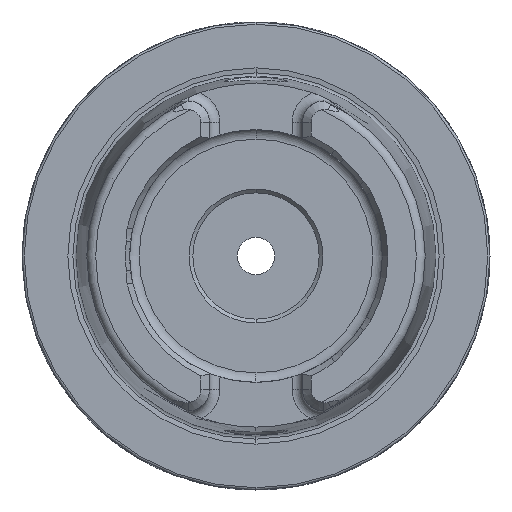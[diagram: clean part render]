
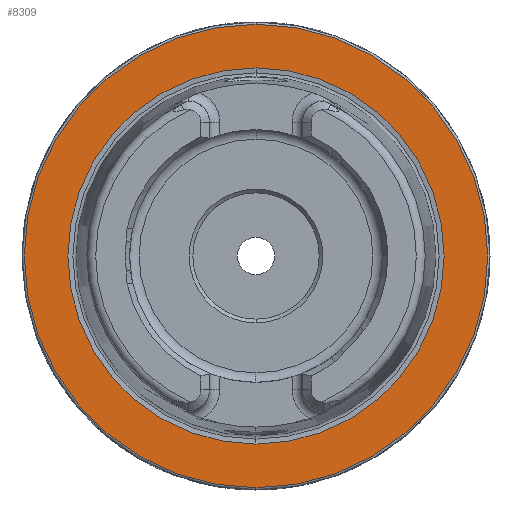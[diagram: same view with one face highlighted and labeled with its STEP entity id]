
A CAD part, left-side view. The second image highlights one B-rep face of the part: STEP entity #8309.
In plain terms, the highlighted planar face has unit normal (-1, 0, 0).
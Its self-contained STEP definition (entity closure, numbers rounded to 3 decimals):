
#144 = VERTEX_POINT ( 'NONE', #10789 ) ;
#149 = VERTEX_POINT ( 'NONE', #10794 ) ;
#151 = VERTEX_POINT ( 'NONE', #10796 ) ;
#152 = VERTEX_POINT ( 'NONE', #10797 ) ;
#848 = AXIS2_PLACEMENT_3D ( 'NONE', #2176, #2177, #2178 ) ;
#849 = AXIS2_PLACEMENT_3D ( 'NONE', #2179, #2180, #2181 ) ;
#2176 = CARTESIAN_POINT ( 'NONE',  ( 0., 0., 0. ) ) ;
#2177 = DIRECTION ( 'NONE',  ( -1., 0., 0. ) ) ;
#2178 = DIRECTION ( 'NONE',  ( 0., 0., 1. ) ) ;
#2179 = CARTESIAN_POINT ( 'NONE',  ( 0., 0., 0. ) ) ;
#2180 = DIRECTION ( 'NONE',  ( -1., 0., 0. ) ) ;
#2181 = DIRECTION ( 'NONE',  ( 0., 0., 1. ) ) ;
#4077 = EDGE_CURVE ( 'NONE', #152, #151, #10259, .T. ) ;
#4078 = EDGE_CURVE ( 'NONE', #149, #144, #10260, .T. ) ;
#4150 = ORIENTED_EDGE ( 'NONE', *, *, #4461, .F. ) ;
#4152 = ORIENTED_EDGE ( 'NONE', *, *, #4465, .T. ) ;
#4154 = ORIENTED_EDGE ( 'NONE', *, *, #4077, .T. ) ;
#4212 = EDGE_LOOP ( 'NONE', ( #4152, #4154 ) ) ;
#4226 = EDGE_LOOP ( 'NONE', ( #8268, #4150 ) ) ;
#4461 = EDGE_CURVE ( 'NONE', #144, #149, #10422, .T. ) ;
#4465 = EDGE_CURVE ( 'NONE', #151, #152, #10431, .T. ) ;
#4616 = AXIS2_PLACEMENT_3D ( 'NONE', #5823, #5824, #5825 ) ;
#4619 = AXIS2_PLACEMENT_3D ( 'NONE', #5832, #5833, #5834 ) ;
#4692 = AXIS2_PLACEMENT_3D ( 'NONE', #5656, #5661, #5662 ) ;
#5656 = CARTESIAN_POINT ( 'NONE',  ( 0., 31.2, 0. ) ) ;
#5659 = PLANE ( 'NONE',  #4692 ) ;
#5661 = DIRECTION ( 'NONE',  ( 1., 0., 0. ) ) ;
#5662 = DIRECTION ( 'NONE',  ( 0., 0., -1. ) ) ;
#5823 = CARTESIAN_POINT ( 'NONE',  ( 0., 0., 0. ) ) ;
#5824 = DIRECTION ( 'NONE',  ( -1., 0., 0. ) ) ;
#5825 = DIRECTION ( 'NONE',  ( 0., 0., 1. ) ) ;
#5832 = CARTESIAN_POINT ( 'NONE',  ( 0., 0., 0. ) ) ;
#5833 = DIRECTION ( 'NONE',  ( -1., 0., 0. ) ) ;
#5834 = DIRECTION ( 'NONE',  ( 0., 0., 1. ) ) ;
#6194 = FACE_BOUND ( 'NONE', #4226, .T. ) ;
#6197 = FACE_OUTER_BOUND ( 'NONE', #4212, .T. ) ;
#8268 = ORIENTED_EDGE ( 'NONE', *, *, #4078, .F. ) ;
#8309 = ADVANCED_FACE ( 'NONE', ( #6194, #6197 ), #5659, .F. ) ;
#10259 = CIRCLE ( 'NONE', #848, 31.2 ) ;
#10260 = CIRCLE ( 'NONE', #849, 25.324 ) ;
#10422 = CIRCLE ( 'NONE', #4616, 25.324 ) ;
#10431 = CIRCLE ( 'NONE', #4619, 31.2 ) ;
#10789 = CARTESIAN_POINT ( 'NONE',  ( 0., 0., -25.324 ) ) ;
#10794 = CARTESIAN_POINT ( 'NONE',  ( 0., 0., 25.324 ) ) ;
#10796 = CARTESIAN_POINT ( 'NONE',  ( 0., 0., 31.2 ) ) ;
#10797 = CARTESIAN_POINT ( 'NONE',  ( 0., 0., -31.2 ) ) ;
